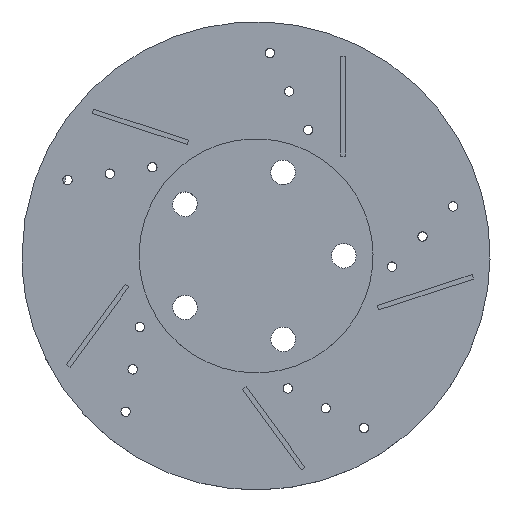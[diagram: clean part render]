
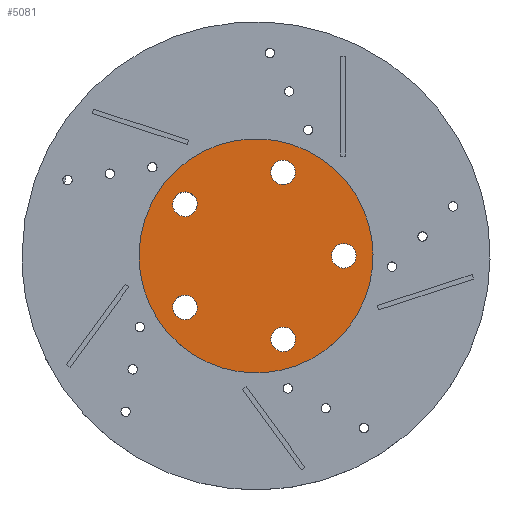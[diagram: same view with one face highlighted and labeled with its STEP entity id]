
A CAD part, top view. The second image highlights one B-rep face of the part: STEP entity #5081.
In plain terms, the highlighted planar face has unit normal (0, 0, 1).
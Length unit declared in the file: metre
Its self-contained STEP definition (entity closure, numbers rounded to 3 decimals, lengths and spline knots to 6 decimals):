
#236 = CARTESIAN_POINT('NONE', (-0.0762, 0, -0));
#237 = VERTEX_POINT('NONE', #236);
#240 = CARTESIAN_POINT('NONE', (0.049149, 0., -0));
#241 = VERTEX_POINT('NONE', #240);
#244 = CARTESIAN_POINT('NONE', (0.015188, -0.046743, -0));
#245 = VERTEX_POINT('NONE', #244);
#248 = CARTESIAN_POINT('NONE', (-0.039762, -0.028889, -0));
#249 = VERTEX_POINT('NONE', #248);
#252 = CARTESIAN_POINT('NONE', (-0.039762, 0.028889, -0));
#253 = VERTEX_POINT('NONE', #252);
#256 = CARTESIAN_POINT('NONE', (0.015188, 0.046743, -0));
#257 = VERTEX_POINT('NONE', #256);
#1576 = CARTESIAN_POINT('NONE', (-0.0762, 0, -0));
#1577 = CARTESIAN_POINT('NONE', (-0.0762, 0.0762, -0));
#1578 = CARTESIAN_POINT('NONE', (0., 0.0762, -0));
#1579 = CARTESIAN_POINT('NONE', (0.0762, 0.0762, -0));
#1580 = CARTESIAN_POINT('NONE', (0.0762, 0., -0));
#1581 = CARTESIAN_POINT('NONE', (0.0762, -0.0762, -0));
#1582 = CARTESIAN_POINT('NONE', (0., -0.0762, -0));
#1583 = CARTESIAN_POINT('NONE', (-0.0762, -0.0762, -0));
#1584 = CARTESIAN_POINT('NONE', (-0.0762, 0, -0));
#1585 = (
  BOUNDED_CURVE()
  B_SPLINE_CURVE(2, (#1576, #1577, #1578, #1579, #1580, #1581, #1582, #1583, #1584), .UNSPECIFIED., .F., .F.)
  B_SPLINE_CURVE_WITH_KNOTS((3, 2, 2, 2, 3), (0, 0.25, 0.5, 0.75, 1), .UNSPECIFIED.)
  CURVE()
  GEOMETRIC_REPRESENTATION_ITEM()
  RATIONAL_B_SPLINE_CURVE((1, 0.707, 1, 0.707, 1, 0.707, 1, 0.707, 1))
  REPRESENTATION_ITEM('NONE')
);
#1600 = CARTESIAN_POINT('NONE', (0.049149, 0., -0));
#1601 = CARTESIAN_POINT('NONE', (0.049149, -0.008001, -0));
#1602 = CARTESIAN_POINT('NONE', (0.05715, -0.008001, -0));
#1603 = CARTESIAN_POINT('NONE', (0.065151, -0.008001, -0));
#1604 = CARTESIAN_POINT('NONE', (0.065151, 0., -0));
#1605 = CARTESIAN_POINT('NONE', (0.065151, 0.008001, -0));
#1606 = CARTESIAN_POINT('NONE', (0.05715, 0.008001, -0));
#1607 = CARTESIAN_POINT('NONE', (0.049149, 0.008001, -0));
#1608 = CARTESIAN_POINT('NONE', (0.049149, 0., -0));
#1609 = (
  BOUNDED_CURVE()
  B_SPLINE_CURVE(2, (#1600, #1601, #1602, #1603, #1604, #1605, #1606, #1607, #1608), .UNSPECIFIED., .F., .F.)
  B_SPLINE_CURVE_WITH_KNOTS((3, 2, 2, 2, 3), (1, 1.25, 1.5, 1.75, 2), .UNSPECIFIED.)
  CURVE()
  GEOMETRIC_REPRESENTATION_ITEM()
  RATIONAL_B_SPLINE_CURVE((1, 0.707, 1, 0.707, 1, 0.707, 1, 0.707, 1))
  REPRESENTATION_ITEM('NONE')
);
#1624 = CARTESIAN_POINT('NONE', (0.015188, -0.046743, -0));
#1625 = CARTESIAN_POINT('NONE', (0.007578, -0.049216, -0));
#1626 = CARTESIAN_POINT('NONE', (0.010051, -0.056825, -0));
#1627 = CARTESIAN_POINT('NONE', (0.012523, -0.064435, -0));
#1628 = CARTESIAN_POINT('NONE', (0.020133, -0.061962, -0));
#1629 = CARTESIAN_POINT('NONE', (0.027742, -0.05949, -0));
#1630 = CARTESIAN_POINT('NONE', (0.02527, -0.05188, -0));
#1631 = CARTESIAN_POINT('NONE', (0.022797, -0.044271, -0));
#1632 = CARTESIAN_POINT('NONE', (0.015188, -0.046743, -0));
#1633 = (
  BOUNDED_CURVE()
  B_SPLINE_CURVE(2, (#1624, #1625, #1626, #1627, #1628, #1629, #1630, #1631, #1632), .UNSPECIFIED., .F., .F.)
  B_SPLINE_CURVE_WITH_KNOTS((3, 2, 2, 2, 3), (2, 2.25, 2.5, 2.75, 3), .UNSPECIFIED.)
  CURVE()
  GEOMETRIC_REPRESENTATION_ITEM()
  RATIONAL_B_SPLINE_CURVE((1, 0.707, 1, 0.707, 1, 0.707, 1, 0.707, 1))
  REPRESENTATION_ITEM('NONE')
);
#1648 = CARTESIAN_POINT('NONE', (-0.039762, -0.028889, -0));
#1649 = CARTESIAN_POINT('NONE', (-0.044465, -0.022416, -0));
#1650 = CARTESIAN_POINT('NONE', (-0.050938, -0.027119, -0));
#1651 = CARTESIAN_POINT('NONE', (-0.057411, -0.031822, -0));
#1652 = CARTESIAN_POINT('NONE', (-0.052708, -0.038295, -0));
#1653 = CARTESIAN_POINT('NONE', (-0.048005, -0.044768, -0));
#1654 = CARTESIAN_POINT('NONE', (-0.041532, -0.040065, -0));
#1655 = CARTESIAN_POINT('NONE', (-0.03506, -0.035362, -0));
#1656 = CARTESIAN_POINT('NONE', (-0.039762, -0.028889, -0));
#1657 = (
  BOUNDED_CURVE()
  B_SPLINE_CURVE(2, (#1648, #1649, #1650, #1651, #1652, #1653, #1654, #1655, #1656), .UNSPECIFIED., .F., .F.)
  B_SPLINE_CURVE_WITH_KNOTS((3, 2, 2, 2, 3), (3, 3.25, 3.5, 3.75, 4), .UNSPECIFIED.)
  CURVE()
  GEOMETRIC_REPRESENTATION_ITEM()
  RATIONAL_B_SPLINE_CURVE((1, 0.707, 1, 0.707, 1, 0.707, 1, 0.707, 1))
  REPRESENTATION_ITEM('NONE')
);
#1672 = CARTESIAN_POINT('NONE', (-0.039762, 0.028889, -0));
#1673 = CARTESIAN_POINT('NONE', (-0.03506, 0.035362, -0));
#1674 = CARTESIAN_POINT('NONE', (-0.041532, 0.040065, -0));
#1675 = CARTESIAN_POINT('NONE', (-0.048005, 0.044768, -0));
#1676 = CARTESIAN_POINT('NONE', (-0.052708, 0.038295, -0));
#1677 = CARTESIAN_POINT('NONE', (-0.057411, 0.031822, -0));
#1678 = CARTESIAN_POINT('NONE', (-0.050938, 0.027119, -0));
#1679 = CARTESIAN_POINT('NONE', (-0.044465, 0.022416, -0));
#1680 = CARTESIAN_POINT('NONE', (-0.039762, 0.028889, -0));
#1681 = (
  BOUNDED_CURVE()
  B_SPLINE_CURVE(2, (#1672, #1673, #1674, #1675, #1676, #1677, #1678, #1679, #1680), .UNSPECIFIED., .F., .F.)
  B_SPLINE_CURVE_WITH_KNOTS((3, 2, 2, 2, 3), (4, 4.25, 4.5, 4.75, 5), .UNSPECIFIED.)
  CURVE()
  GEOMETRIC_REPRESENTATION_ITEM()
  RATIONAL_B_SPLINE_CURVE((1, 0.707, 1, 0.707, 1, 0.707, 1, 0.707, 1))
  REPRESENTATION_ITEM('NONE')
);
#1696 = CARTESIAN_POINT('NONE', (0.015188, 0.046743, -0));
#1697 = CARTESIAN_POINT('NONE', (0.022797, 0.044271, -0));
#1698 = CARTESIAN_POINT('NONE', (0.02527, 0.05188, -0));
#1699 = CARTESIAN_POINT('NONE', (0.027742, 0.05949, -0));
#1700 = CARTESIAN_POINT('NONE', (0.020133, 0.061962, -0));
#1701 = CARTESIAN_POINT('NONE', (0.012523, 0.064435, -0));
#1702 = CARTESIAN_POINT('NONE', (0.010051, 0.056825, -0));
#1703 = CARTESIAN_POINT('NONE', (0.007578, 0.049216, -0));
#1704 = CARTESIAN_POINT('NONE', (0.015188, 0.046743, -0));
#1705 = (
  BOUNDED_CURVE()
  B_SPLINE_CURVE(2, (#1696, #1697, #1698, #1699, #1700, #1701, #1702, #1703, #1704), .UNSPECIFIED., .F., .F.)
  B_SPLINE_CURVE_WITH_KNOTS((3, 2, 2, 2, 3), (5, 5.25, 5.5, 5.75, 6), .UNSPECIFIED.)
  CURVE()
  GEOMETRIC_REPRESENTATION_ITEM()
  RATIONAL_B_SPLINE_CURVE((1, 0.707, 1, 0.707, 1, 0.707, 1, 0.707, 1))
  REPRESENTATION_ITEM('NONE')
);
#2638 = EDGE_CURVE('NONE', #237, #237, #1585, .T.);
#2641 = EDGE_CURVE('NONE', #241, #241, #1609, .T.);
#2644 = EDGE_CURVE('NONE', #245, #245, #1633, .T.);
#2647 = EDGE_CURVE('NONE', #249, #249, #1657, .T.);
#2650 = EDGE_CURVE('NONE', #253, #253, #1681, .T.);
#2653 = EDGE_CURVE('NONE', #257, #257, #1705, .T.);
#3859 = CARTESIAN_POINT('NONE', (0, 0, -0));
#3860 = DIRECTION('NONE', (0, -0, -1));
#3861 = AXIS2_PLACEMENT_3D('NONE', #3859, #3860, $);
#3862 = PLANE('NONE', #3861);
#5063 = ORIENTED_EDGE('NONE', *, *, #2638, .T.);
#5064 = ORIENTED_EDGE('NONE', *, *, #2641, .T.);
#5065 = ORIENTED_EDGE('NONE', *, *, #2644, .T.);
#5066 = ORIENTED_EDGE('NONE', *, *, #2647, .T.);
#5067 = ORIENTED_EDGE('NONE', *, *, #2650, .T.);
#5068 = ORIENTED_EDGE('NONE', *, *, #2653, .T.);
#5069 = EDGE_LOOP('NONE', (#5063));
#5070 = FACE_BOUND('NONE', #5069, .F.);
#5071 = EDGE_LOOP('NONE', (#5064));
#5072 = FACE_BOUND('NONE', #5071, .F.);
#5073 = EDGE_LOOP('NONE', (#5065));
#5074 = FACE_BOUND('NONE', #5073, .F.);
#5075 = EDGE_LOOP('NONE', (#5066));
#5076 = FACE_BOUND('NONE', #5075, .F.);
#5077 = EDGE_LOOP('NONE', (#5067));
#5078 = FACE_BOUND('NONE', #5077, .F.);
#5079 = EDGE_LOOP('NONE', (#5068));
#5080 = FACE_BOUND('NONE', #5079, .F.);
#5081 = ADVANCED_FACE('NONE', (#5070, #5072, #5074, #5076, #5078, #5080), #3862, .F.);
